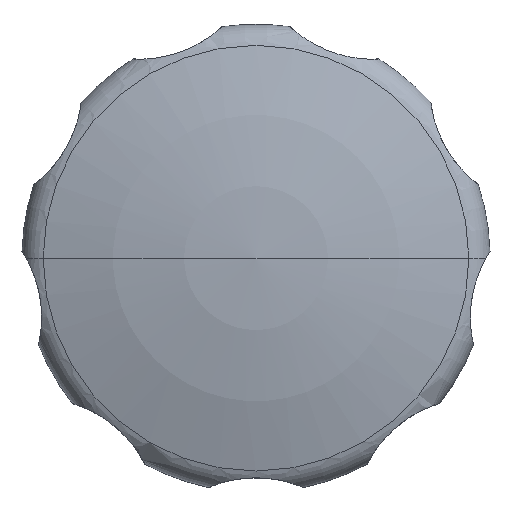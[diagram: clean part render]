
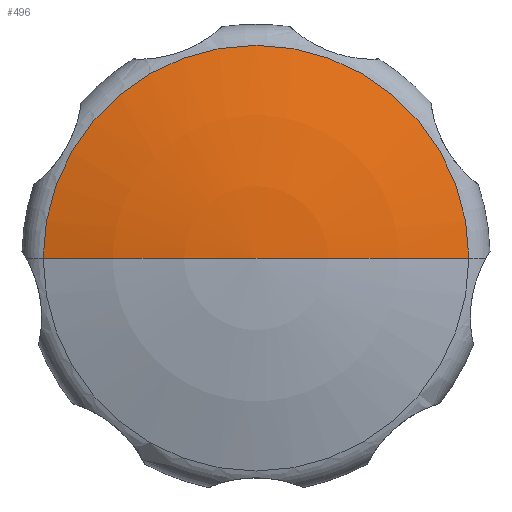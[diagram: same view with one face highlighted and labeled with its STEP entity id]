
A CAD part, top view. The second image highlights one B-rep face of the part: STEP entity #496.
In plain terms, the highlighted spherical face has radius 95.351 mm.
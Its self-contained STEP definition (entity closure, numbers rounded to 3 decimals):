
#220=EDGE_CURVE('',#592,#514,#622,.T.);
#468=EDGE_CURVE('',#564,#592,#896,.T.);
#496=ADVANCED_FACE('',(#925),#926,.T.);
#514=VERTEX_POINT('',#947);
#564=VERTEX_POINT('',#999);
#576=EDGE_CURVE('',#514,#564,#1013,.T.);
#592=VERTEX_POINT('',#1030);
#622=CIRCLE('',#1052,95.351);
#896=CIRCLE('',#1763,95.351);
#925=FACE_OUTER_BOUND('',#1827,.T.);
#926=SPHERICAL_SURFACE('',#1828,95.351);
#947=CARTESIAN_POINT('',(28.182,0.,78.74));
#999=CARTESIAN_POINT('',(-28.182,0.,78.74));
#1013=CIRCLE('',#2051,28.182);
#1030=CARTESIAN_POINT('',(0.,0.,83.0));
#1052=AXIS2_PLACEMENT_3D('',#2159,#2160,#2161);
#1763=AXIS2_PLACEMENT_3D('',#2503,#2504,#2505);
#1827=EDGE_LOOP('',(#2528,#2529,#2530));
#1828=AXIS2_PLACEMENT_3D('',#2531,#2532,#2533);
#2051=AXIS2_PLACEMENT_3D('',#2609,#2610,#2611);
#2159=CARTESIAN_POINT('',(0.,0.,-12.351));
#2160=DIRECTION('',(0.,1.0,0.));
#2161=DIRECTION('',(0.0,0.,-1.0));
#2503=CARTESIAN_POINT('',(0.,0.,-12.351));
#2504=DIRECTION('',(0.,1.0,0.));
#2505=DIRECTION('',(0.0,0.,-1.0));
#2528=ORIENTED_EDGE('',*,*,#468,.T.);
#2529=ORIENTED_EDGE('',*,*,#220,.T.);
#2530=ORIENTED_EDGE('',*,*,#576,.T.);
#2531=CARTESIAN_POINT('',(0.,0.,-12.351));
#2532=DIRECTION('',(0.,0.,1.0));
#2533=DIRECTION('',(-1.0,0.,0.0));
#2609=CARTESIAN_POINT('',(0.,0.,78.74));
#2610=DIRECTION('',(0.,0.,1.0));
#2611=DIRECTION('',(-1.0,0.,0.));
